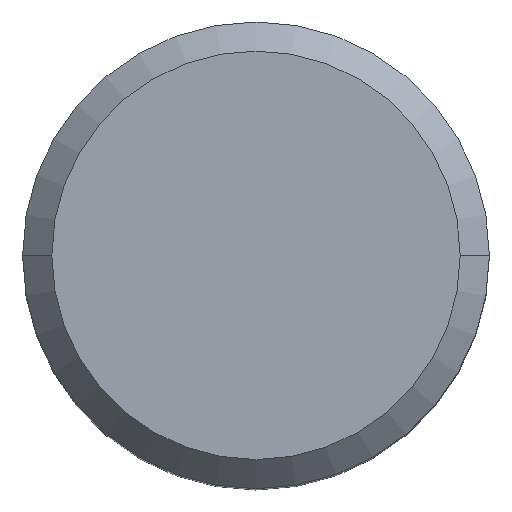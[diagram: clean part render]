
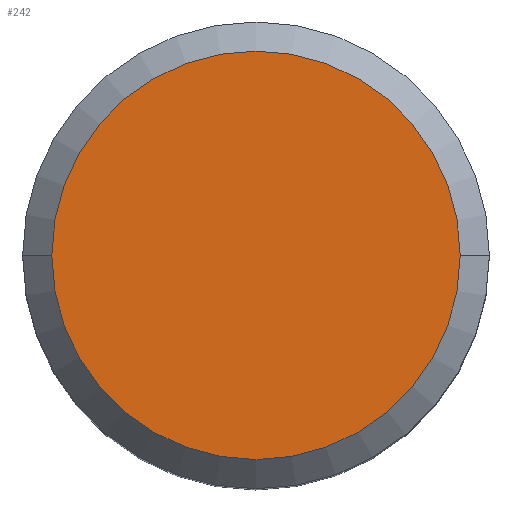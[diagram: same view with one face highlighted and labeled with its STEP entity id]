
A CAD part, top view. The second image highlights one B-rep face of the part: STEP entity #242.
In plain terms, the highlighted planar face has unit normal (0, 0, 1).
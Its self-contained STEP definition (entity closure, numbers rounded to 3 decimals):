
#1 = CARTESIAN_POINT ( 'NONE',  ( -3.5, 0., 0. ) ) ;
#10 = CARTESIAN_POINT ( 'NONE',  ( 0., 0., 0. ) ) ;
#17 = CIRCLE ( 'NONE', #96, 3.5 ) ;
#19 = EDGE_CURVE ( 'NONE', #274, #190, #17, .T. ) ;
#21 = DIRECTION ( 'NONE',  ( 0., 0., 1. ) ) ;
#52 = CARTESIAN_POINT ( 'NONE',  ( 3.5, 0., 0. ) ) ;
#84 = EDGE_CURVE ( 'NONE', #190, #274, #178, .T. ) ;
#95 = DIRECTION ( 'NONE',  ( 1., 0., 0. ) ) ;
#96 = AXIS2_PLACEMENT_3D ( 'NONE', #197, #21, #111 ) ;
#102 = AXIS2_PLACEMENT_3D ( 'NONE', #10, #139, #95 ) ;
#105 = ORIENTED_EDGE ( 'NONE', *, *, #19, .T. ) ;
#111 = DIRECTION ( 'NONE',  ( 1., 0., 0. ) ) ;
#134 = CARTESIAN_POINT ( 'NONE',  ( 0., 0., 0. ) ) ;
#139 = DIRECTION ( 'NONE',  ( 0., 0., 1. ) ) ;
#169 = EDGE_LOOP ( 'NONE', ( #249, #105 ) ) ;
#176 = DIRECTION ( 'NONE',  ( 1., 0., 0. ) ) ;
#178 = CIRCLE ( 'NONE', #207, 3.5 ) ;
#190 = VERTEX_POINT ( 'NONE', #1 ) ;
#197 = CARTESIAN_POINT ( 'NONE',  ( 0., 0., 0. ) ) ;
#206 = FACE_OUTER_BOUND ( 'NONE', #169, .T. ) ;
#207 = AXIS2_PLACEMENT_3D ( 'NONE', #134, #221, #176 ) ;
#221 = DIRECTION ( 'NONE',  ( 0., 0., 1. ) ) ;
#242 = ADVANCED_FACE ( 'NONE', ( #206 ), #243, .T. ) ;
#243 = PLANE ( 'NONE',  #102 ) ;
#249 = ORIENTED_EDGE ( 'NONE', *, *, #84, .T. ) ;
#274 = VERTEX_POINT ( 'NONE', #52 ) ;
